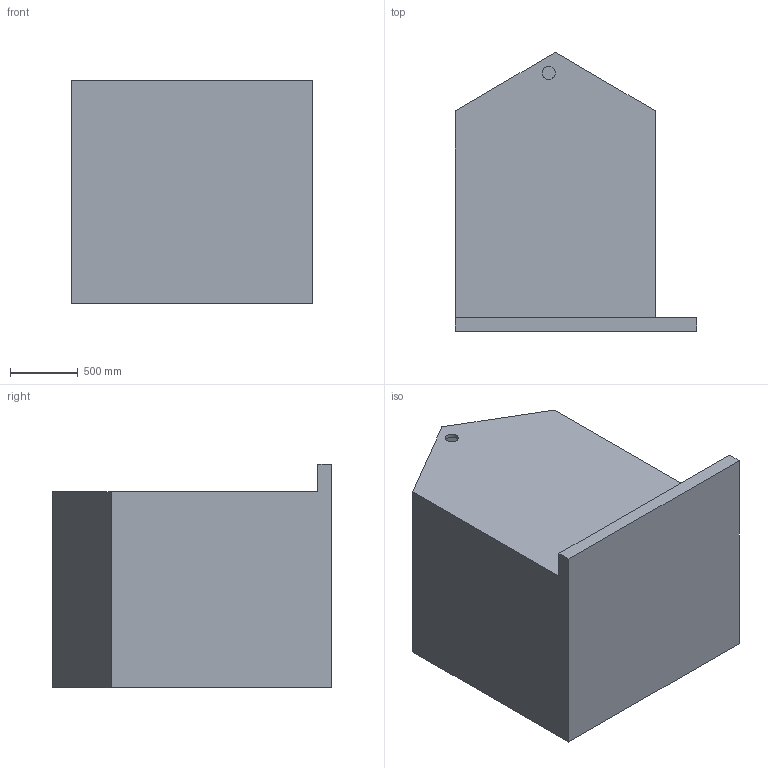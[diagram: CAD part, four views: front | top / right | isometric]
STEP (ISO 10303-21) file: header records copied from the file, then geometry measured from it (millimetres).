
FILE_DESCRIPTION(/* description */ (''),/* implementation_level */ '2;1');
FILE_NAME(/* name */ 'Greenhouse v3.step',/* time_stamp */ '2020-09-07T18:34:30-05:00',/* author */ (''),/* organization */ (''),/* preprocessor_version */ 'ST-DEVELOPER v18.1',/* originating_system */ 'Autodesk Translation Framework v9.3.0.1241',/* authorisation */ '');
FILE_SCHEMA (('AUTOMOTIVE_DESIGN { 1 0 10303 214 3 1 1 }'));
Length unit declared in the file: inch
Products named in the file (1): Greenhouse
Bounding box: 1778 x 2057.57 x 1651 mm (x, y, z)
Volume: 595469055.4 mm3; surface area: 29835403.8 mm2
Topology: 1 solids, 1 shells, 18 faces, 42 edges, 28 vertices
Faces by surface type: plane 17, cylinder 1
Full cylindrical faces by diameter (mm): 97.028 x1
Entity records: 543 total; most frequent: CARTESIAN_POINT 89, ORIENTED_EDGE 84, DIRECTION 82, EDGE_CURVE 42, LINE 40, VECTOR 40, VERTEX_POINT 28, AXIS2_PLACEMENT_3D 21
